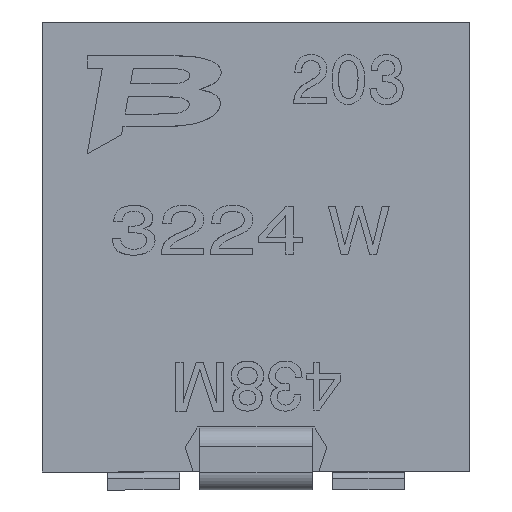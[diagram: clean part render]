
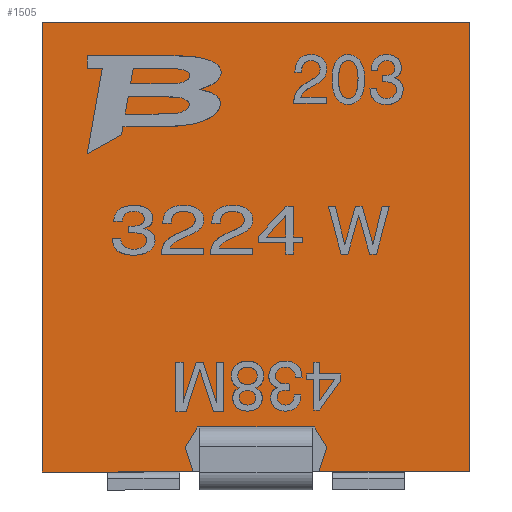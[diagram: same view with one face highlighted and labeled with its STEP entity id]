
A CAD part, left-side view. The second image highlights one B-rep face of the part: STEP entity #1505.
In plain terms, the highlighted face is planar.
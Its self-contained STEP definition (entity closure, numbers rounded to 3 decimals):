
#1505=ADVANCED_FACE('',(#5700),#5702,.F.);
#5700=FACE_BOUND('',#5701,.T.);
#5701=EDGE_LOOP('',(#8852,#8853,#8854,#8855,#8856,#8857,#8858,#8859,#8860,#8861));
#5702=PLANE('',#5703);
#5703=AXIS2_PLACEMENT_3D('',#5704,#5705,#5706);
#5704=CARTESIAN_POINT('',(-0.305,0.254,-3.531));
#5705=DIRECTION('',(0.,0.,1.));
#5706=DIRECTION('',(1.,-0.,0.));
#8852=ORIENTED_EDGE('',*,*,#11885,.F.);
#8853=ORIENTED_EDGE('',*,*,#11951,.F.);
#8854=ORIENTED_EDGE('',*,*,#11949,.F.);
#8855=ORIENTED_EDGE('',*,*,#11952,.T.);
#8856=ORIENTED_EDGE('',*,*,#11953,.F.);
#8857=ORIENTED_EDGE('',*,*,#11954,.F.);
#8858=ORIENTED_EDGE('',*,*,#11955,.F.);
#8859=ORIENTED_EDGE('',*,*,#11956,.T.);
#8860=ORIENTED_EDGE('',*,*,#11957,.F.);
#8861=ORIENTED_EDGE('',*,*,#11958,.F.);
#11885=EDGE_CURVE('',#13135,#13137,#13138,.T.);
#11949=EDGE_CURVE('',#13246,#13248,#13249,.T.);
#11951=EDGE_CURVE('',#13248,#13135,#13251,.T.);
#11952=EDGE_CURVE('',#13246,#13252,#13253,.T.);
#11953=EDGE_CURVE('',#13254,#13252,#13255,.T.);
#11954=EDGE_CURVE('',#13256,#13254,#13257,.T.);
#11955=EDGE_CURVE('',#13258,#13256,#13259,.T.);
#11956=EDGE_CURVE('',#13258,#13260,#13261,.T.);
#11957=EDGE_CURVE('',#13262,#13260,#13263,.T.);
#11958=EDGE_CURVE('',#13137,#13262,#13264,.T.);
#13135=VERTEX_POINT('',#15227);
#13137=VERTEX_POINT('',#15231);
#13138=LINE('',#15232,#15233);
#13246=VERTEX_POINT('',#15466);
#13248=VERTEX_POINT('',#15470);
#13249=LINE('',#15471,#15472);
#13251=LINE('',#15477,#15478);
#13252=VERTEX_POINT('',#15480);
#13253=LINE('',#15481,#15482);
#13254=VERTEX_POINT('',#15484);
#13255=LINE('',#15485,#15486);
#13256=VERTEX_POINT('',#15488);
#13257=LINE('',#15489,#15490);
#13258=VERTEX_POINT('',#15492);
#13259=LINE('',#15493,#15494);
#13260=VERTEX_POINT('',#15496);
#13261=LINE('',#15497,#15498);
#13262=VERTEX_POINT('',#15500);
#13263=LINE('',#15501,#15502);
#13264=LINE('',#15504,#15505);
#15227=CARTESIAN_POINT('',(-0.965,2.286,-3.531));
#15231=CARTESIAN_POINT('',(-1.105,2.515,-3.531));
#15232=CARTESIAN_POINT('',(-0.965,2.286,-3.531));
#15233=VECTOR('',#15234,1.);
#15234=DIRECTION('',(-0.521,0.853,0.));
#15466=CARTESIAN_POINT('',(0.495,2.515,-3.531));
#15470=CARTESIAN_POINT('',(0.356,2.286,-3.531));
#15471=CARTESIAN_POINT('',(0.495,2.515,-3.531));
#15472=VECTOR('',#15473,1.);
#15473=DIRECTION('',(-0.521,-0.853,0.));
#15477=CARTESIAN_POINT('',(0.356,2.286,-3.531));
#15478=VECTOR('',#15479,1.);
#15479=DIRECTION('',(-1.,0.,0.));
#15480=CARTESIAN_POINT('',(0.406,2.794,-3.531));
#15481=CARTESIAN_POINT('',(0.495,2.515,-3.531));
#15482=VECTOR('',#15483,1.);
#15483=DIRECTION('',(-0.303,0.953,0.));
#15484=CARTESIAN_POINT('',(2.108,2.794,-3.531));
#15485=CARTESIAN_POINT('',(2.108,2.794,-3.531));
#15486=VECTOR('',#15487,1.);
#15487=DIRECTION('',(-1.,0.,0.));
#15488=CARTESIAN_POINT('',(2.108,-2.286,-3.531));
#15489=CARTESIAN_POINT('',(2.108,-2.286,-3.531));
#15490=VECTOR('',#15491,1.);
#15491=DIRECTION('',(0.,1.,0.));
#15492=CARTESIAN_POINT('',(-2.718,-2.286,-3.531));
#15493=CARTESIAN_POINT('',(-2.718,-2.286,-3.531));
#15494=VECTOR('',#15495,1.);
#15495=DIRECTION('',(1.,0.,0.));
#15496=CARTESIAN_POINT('',(-2.718,2.794,-3.531));
#15497=CARTESIAN_POINT('',(-2.718,-2.286,-3.531));
#15498=VECTOR('',#15499,1.);
#15499=DIRECTION('',(0.,1.,0.));
#15500=CARTESIAN_POINT('',(-1.016,2.794,-3.531));
#15501=CARTESIAN_POINT('',(-1.016,2.794,-3.531));
#15502=VECTOR('',#15503,1.);
#15503=DIRECTION('',(-1.,0.,0.));
#15504=CARTESIAN_POINT('',(-1.105,2.515,-3.531));
#15505=VECTOR('',#15506,1.);
#15506=DIRECTION('',(0.303,0.953,0.));
